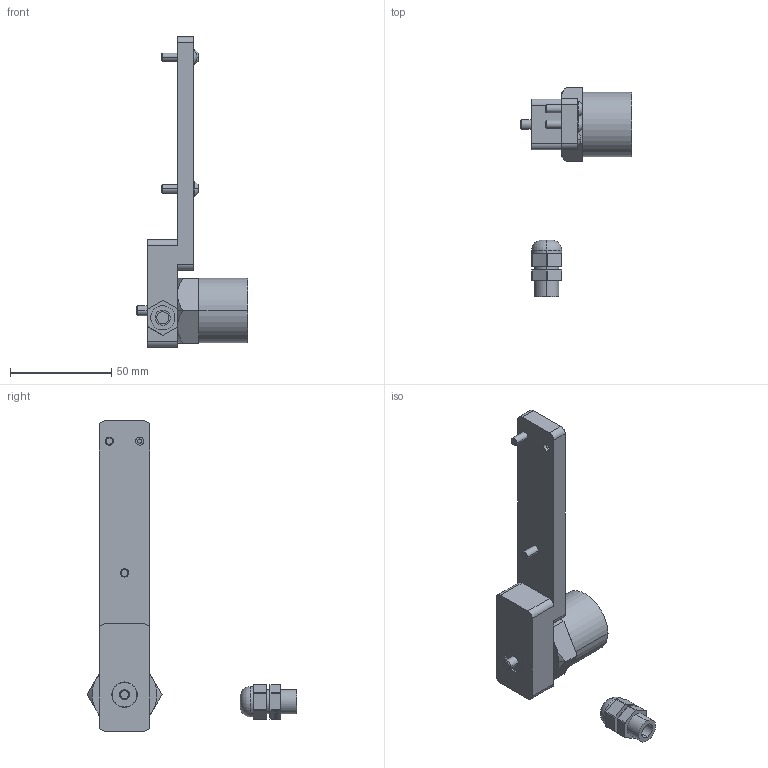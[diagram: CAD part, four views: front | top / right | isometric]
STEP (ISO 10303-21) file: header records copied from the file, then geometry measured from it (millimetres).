
FILE_DESCRIPTION (( 'STEP AP214' ), '1' );
FILE_NAME ('32665~1.STEP', '2019-07-02T04:38:49', ( '' ), ( '' ), 'SwSTEP 2.0', 'SolidWorks 2018', '' );
FILE_SCHEMA (( 'AUTOMOTIVE_DESIGN' ));
Length unit declared in the file: millimetre
Products named in the file (6): 42403~0_S; 32665~1; 43644~0; ISO7380~n_M04,0x016; 3067~0_S; 28194~0
Assembly tree (6 placements, depth 2):
  32665~1
    42403~0_S
    28194~0
    43644~0
    ISO7380~n_M04,0x016  x2
    3067~0_S
Bounding box: 54.78 x 103.48 x 153 mm (x, y, z)
Volume: 74910.9 mm3; surface area: 21844.3 mm2
Topology: 6 solids, 6 shells, 256 faces, 635 edges, 410 vertices
Faces by surface type: plane 115, cylinder 96, cone 19, bspline 14, torus 10, sphere 2
Entity records: 8115 total; most frequent: CARTESIAN_POINT 2174, DIRECTION 1155, ORIENTED_EDGE 1128, EDGE_CURVE 564, AXIS2_PLACEMENT_3D 409, VERTEX_POINT 364, VECTOR 337, LINE 337
